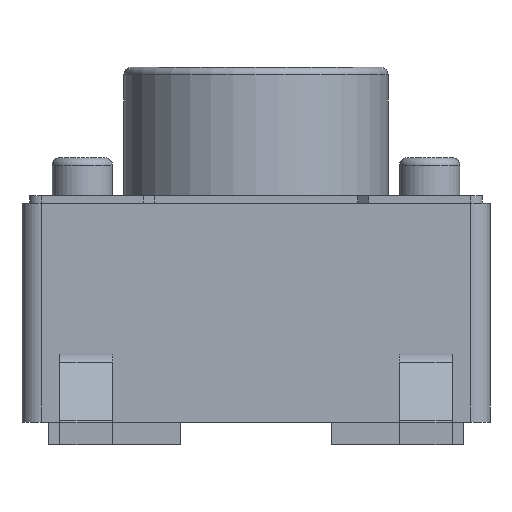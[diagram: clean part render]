
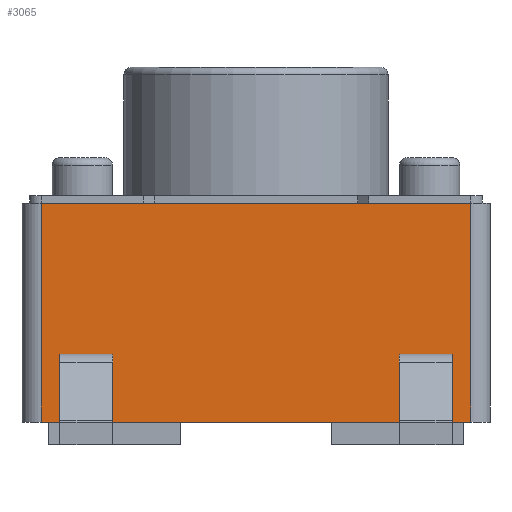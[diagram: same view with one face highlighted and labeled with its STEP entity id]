
A CAD part, left-side view. The second image highlights one B-rep face of the part: STEP entity #3065.
In plain terms, the highlighted planar face has unit normal (-1, 0, 0).
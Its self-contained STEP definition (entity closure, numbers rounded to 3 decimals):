
#642=ORIENTED_EDGE('',*,*,#998,.F.);
#643=ORIENTED_EDGE('',*,*,#997,.T.);
#644=ORIENTED_EDGE('',*,*,#994,.T.);
#645=ORIENTED_EDGE('',*,*,#992,.T.);
#646=ORIENTED_EDGE('',*,*,#990,.T.);
#647=ORIENTED_EDGE('',*,*,#988,.T.);
#648=ORIENTED_EDGE('',*,*,#984,.T.);
#649=ORIENTED_EDGE('',*,*,#982,.F.);
#650=ORIENTED_EDGE('',*,*,#999,.F.);
#651=ORIENTED_EDGE('',*,*,#1000,.T.);
#652=ORIENTED_EDGE('',*,*,#1001,.T.);
#653=ORIENTED_EDGE('',*,*,#1002,.T.);
#982=EDGE_CURVE('',#1212,#1213,#1442,.T.);
#984=EDGE_CURVE('',#1214,#1213,#1443,.F.);
#988=EDGE_CURVE('',#1215,#1214,#1446,.T.);
#990=EDGE_CURVE('',#1212,#1215,#1447,.T.);
#992=EDGE_CURVE('',#1217,#1216,#1449,.T.);
#994=EDGE_CURVE('',#1218,#1217,#1451,.T.);
#997=EDGE_CURVE('',#1219,#1218,#1454,.T.);
#998=EDGE_CURVE('',#1219,#1216,#1455,.T.);
#999=EDGE_CURVE('',#1220,#1221,#1456,.T.);
#1000=EDGE_CURVE('',#1220,#1222,#1457,.T.);
#1001=EDGE_CURVE('',#1222,#1223,#1458,.T.);
#1002=EDGE_CURVE('',#1223,#1221,#1459,.T.);
#1212=VERTEX_POINT('',#4418);
#1213=VERTEX_POINT('',#4420);
#1214=VERTEX_POINT('',#4424);
#1215=VERTEX_POINT('',#4430);
#1216=VERTEX_POINT('',#4436);
#1217=VERTEX_POINT('',#4438);
#1218=VERTEX_POINT('',#4442);
#1219=VERTEX_POINT('',#4446);
#1220=VERTEX_POINT('',#4452);
#1221=VERTEX_POINT('',#4453);
#1222=VERTEX_POINT('',#4455);
#1223=VERTEX_POINT('',#4457);
#1442=LINE('',#4419,#1682);
#1443=LINE('',#4423,#1683);
#1446=LINE('',#4429,#1686);
#1447=LINE('',#4433,#1687);
#1449=LINE('',#4437,#1689);
#1451=LINE('',#4441,#1691);
#1454=LINE('',#4447,#1694);
#1455=LINE('',#4449,#1695);
#1456=LINE('',#4451,#1696);
#1457=LINE('',#4454,#1697);
#1458=LINE('',#4456,#1698);
#1459=LINE('',#4458,#1699);
#1682=VECTOR('',#3779,1000.);
#1683=VECTOR('',#3784,1000.);
#1686=VECTOR('',#3791,1000.);
#1687=VECTOR('',#3796,1000.);
#1689=VECTOR('',#3800,1000.);
#1691=VECTOR('',#3804,1000.);
#1694=VECTOR('',#3809,1000.);
#1695=VECTOR('',#3812,1000.);
#1696=VECTOR('',#3815,1000.);
#1697=VECTOR('',#3816,1000.);
#1698=VECTOR('',#3817,1000.);
#1699=VECTOR('',#3818,1000.);
#1852=EDGE_LOOP('',(#642,#643,#644,#645));
#1853=EDGE_LOOP('',(#646,#647,#648,#649));
#1854=EDGE_LOOP('',(#650,#651,#652,#653));
#1998=FACE_BOUND('',#1852,.T.);
#1999=FACE_BOUND('',#1853,.T.);
#2000=FACE_BOUND('',#1854,.T.);
#2091=PLANE('',#3249);
#3065=ADVANCED_FACE('',(#1998,#1999,#2000),#2091,.F.);
#3249=AXIS2_PLACEMENT_3D('',#4450,#3813,#3814);
#3779=DIRECTION('',(0.,-1.,0.));
#3784=DIRECTION('',(0.,0.,-1.));
#3791=DIRECTION('',(0.,-1.,0.));
#3796=DIRECTION('',(0.,0.,-1.));
#3800=DIRECTION('',(0.,1.,0.));
#3804=DIRECTION('',(0.,0.,-1.));
#3809=DIRECTION('',(0.,-1.,0.));
#3812=DIRECTION('',(0.,0.,-1.));
#3813=DIRECTION('',(1.,0.,0.));
#3814=DIRECTION('',(0.,0.,-1.));
#3815=DIRECTION('',(0.,0.,-1.));
#3816=DIRECTION('',(0.,-1.,0.));
#3817=DIRECTION('',(0.,0.,-1.));
#3818=DIRECTION('',(0.,1.,0.));
#4418=CARTESIAN_POINT('',(-3.1,2.846,3.2));
#4419=CARTESIAN_POINT('',(-3.1,2.846,3.2));
#4420=CARTESIAN_POINT('',(-3.1,-2.846,3.2));
#4423=CARTESIAN_POINT('',(-3.1,-2.846,3.3));
#4424=CARTESIAN_POINT('',(-3.1,-2.846,0.3));
#4429=CARTESIAN_POINT('',(-3.1,2.846,0.3));
#4430=CARTESIAN_POINT('',(-3.1,2.846,0.3));
#4433=CARTESIAN_POINT('',(-3.1,2.846,3.3));
#4436=CARTESIAN_POINT('',(-3.1,-1.9,0.902));
#4437=CARTESIAN_POINT('',(-3.1,3.1,0.902));
#4438=CARTESIAN_POINT('',(-3.1,-2.6,0.902));
#4441=CARTESIAN_POINT('',(-3.1,-2.6,3.3));
#4442=CARTESIAN_POINT('',(-3.1,-2.6,1.202));
#4446=CARTESIAN_POINT('',(-3.1,-1.9,1.202));
#4447=CARTESIAN_POINT('',(-3.1,3.1,1.202));
#4449=CARTESIAN_POINT('',(-3.1,-1.9,3.3));
#4450=CARTESIAN_POINT('',(-3.1,3.1,3.3));
#4451=CARTESIAN_POINT('',(-3.1,2.6,3.3));
#4452=CARTESIAN_POINT('',(-3.1,2.6,1.202));
#4453=CARTESIAN_POINT('',(-3.1,2.6,0.902));
#4454=CARTESIAN_POINT('',(-3.1,3.1,1.202));
#4455=CARTESIAN_POINT('',(-3.1,1.9,1.202));
#4456=CARTESIAN_POINT('',(-3.1,1.9,3.3));
#4457=CARTESIAN_POINT('',(-3.1,1.9,0.902));
#4458=CARTESIAN_POINT('',(-3.1,3.1,0.902));
